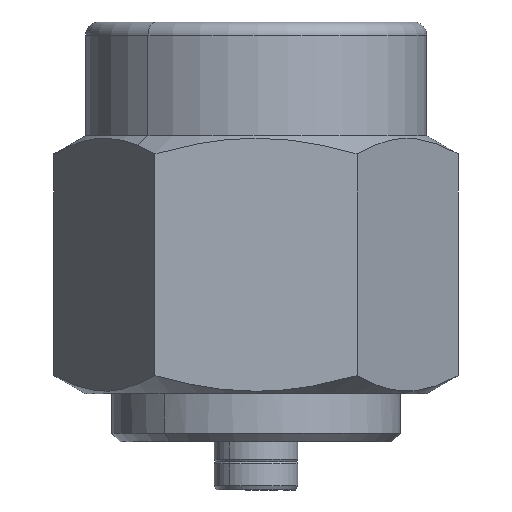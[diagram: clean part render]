
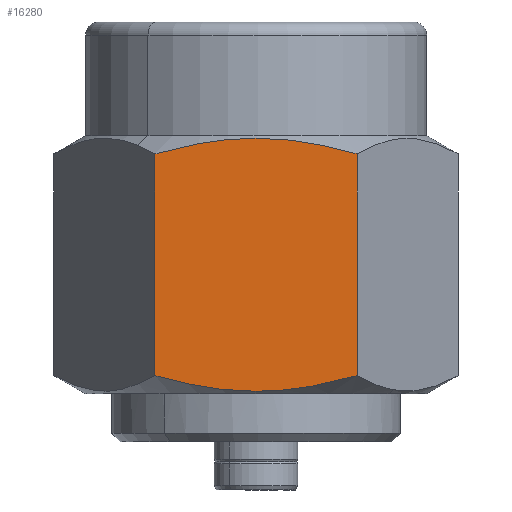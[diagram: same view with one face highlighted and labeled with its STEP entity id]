
A CAD part, left-side view. The second image highlights one B-rep face of the part: STEP entity #16280.
In plain terms, the highlighted planar face has unit normal (-1, 0, 0).
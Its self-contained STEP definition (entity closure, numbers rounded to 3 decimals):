
#11690=CARTESIAN_POINT('',(-3.967,-2.309,
1.515));
#11700=VERTEX_POINT('',#11690);
#12490=CARTESIAN_POINT('',(-3.967,2.309,
1.515));
#12500=VERTEX_POINT('',#12490);
#12530=CARTESIAN_POINT('',(-3.967,0.,
1.158));
#12540=CARTESIAN_POINT('',(-3.967,0.049,
1.158));
#12550=CARTESIAN_POINT('',(-3.967,0.146,
1.159));
#12560=CARTESIAN_POINT('',(-3.967,0.293,
1.163));
#12570=CARTESIAN_POINT('',(-3.967,0.439,
1.171));
#12580=CARTESIAN_POINT('',(-3.967,0.585,
1.182));
#12590=CARTESIAN_POINT('',(-3.967,0.731,
1.196));
#12600=CARTESIAN_POINT('',(-3.967,0.877,
1.212));
#12610=CARTESIAN_POINT('',(-3.967,1.023,
1.232));
#12620=CARTESIAN_POINT('',(-3.967,1.168,
1.254));
#12630=CARTESIAN_POINT('',(-3.967,1.312,
1.278));
#12640=CARTESIAN_POINT('',(-3.967,1.457,
1.306));
#12650=CARTESIAN_POINT('',(-3.967,1.6,
1.335));
#12660=CARTESIAN_POINT('',(-3.967,1.743,
1.367));
#12670=CARTESIAN_POINT('',(-3.967,1.885,
1.401));
#12680=CARTESIAN_POINT('',(-3.967,2.027,
1.437));
#12690=CARTESIAN_POINT('',(-3.967,2.169,
1.475));
#12700=CARTESIAN_POINT('',(-3.967,2.263,
1.501));
#12710=CARTESIAN_POINT('',(-3.967,2.309,
1.515));
#12720=B_SPLINE_CURVE_WITH_KNOTS('',3,(#12530,#12540,#12550,#12560,
#12570,#12580,#12590,#12600,#12610,#12620,#12630,#12640,#12650,#12660,
#12670,#12680,#12690,#12700,#12710),.UNSPECIFIED.,.F.,.F.,(4,1,1,1,1,1,1
,1,1,1,1,1,1,1,1,1,4),(0.,0.062,0.125,
0.187,0.25,0.312,0.375,
0.438,0.5,0.563,0.625,
0.688,0.75,0.813,0.875,
0.938,1.),.UNSPECIFIED.);
#12730=CARTESIAN_POINT('',(-3.967,0.,
1.158));
#12740=VERTEX_POINT('',#12730);
#12750=EDGE_CURVE('',#12740,#12500,#12720,.T.);
#12770=CARTESIAN_POINT('',(-3.967,-2.309,
1.515));
#12780=CARTESIAN_POINT('',(-3.967,-2.263,
1.501));
#12790=CARTESIAN_POINT('',(-3.967,-2.169,
1.475));
#12800=CARTESIAN_POINT('',(-3.967,-2.027,
1.437));
#12810=CARTESIAN_POINT('',(-3.967,-1.885,
1.401));
#12820=CARTESIAN_POINT('',(-3.967,-1.743,
1.367));
#12830=CARTESIAN_POINT('',(-3.967,-1.6,
1.335));
#12840=CARTESIAN_POINT('',(-3.967,-1.457,
1.306));
#12850=CARTESIAN_POINT('',(-3.967,-1.312,
1.278));
#12860=CARTESIAN_POINT('',(-3.967,-1.168,
1.254));
#12870=CARTESIAN_POINT('',(-3.967,-1.023,
1.232));
#12880=CARTESIAN_POINT('',(-3.967,-0.877,
1.212));
#12890=CARTESIAN_POINT('',(-3.967,-0.731,
1.196));
#12900=CARTESIAN_POINT('',(-3.967,-0.585,
1.182));
#12910=CARTESIAN_POINT('',(-3.967,-0.439,
1.171));
#12920=CARTESIAN_POINT('',(-3.967,-0.293,
1.163));
#12930=CARTESIAN_POINT('',(-3.967,-0.146,
1.159));
#12940=CARTESIAN_POINT('',(-3.967,-0.049,
1.158));
#12950=CARTESIAN_POINT('',(-3.967,0.,
1.158));
#12960=B_SPLINE_CURVE_WITH_KNOTS('',3,(#12770,#12780,#12790,#12800,
#12810,#12820,#12830,#12840,#12850,#12860,#12870,#12880,#12890,#12900,
#12910,#12920,#12930,#12940,#12950),.UNSPECIFIED.,.F.,.F.,(4,1,1,1,1,1,1
,1,1,1,1,1,1,1,1,1,4),(0.,0.062,0.125,
0.187,0.25,0.312,0.375,
0.437,0.5,0.562,0.625,
0.688,0.75,0.813,0.875,
0.938,1.),.UNSPECIFIED.);
#12970=EDGE_CURVE('',#11700,#12740,#12960,.T.);
#15100=CARTESIAN_POINT('',(-3.967,2.309,-1.1));
#15110=DIRECTION('',(0.,-0.,-1.));
#15120=VECTOR('',#15110,1.);
#15130=LINE('',#15100,#15120);
#15140=CARTESIAN_POINT('',(-3.967,2.309,
6.585));
#15150=VERTEX_POINT('',#15140);
#15160=EDGE_CURVE('',#15150,#12500,#15130,.T.);
#15640=CARTESIAN_POINT('',(-3.967,-2.428,
7.092));
#15650=DIRECTION('',(-1.,0.,0.));
#15660=DIRECTION('',(0.,1.,0.));
#15670=AXIS2_PLACEMENT_3D('',#15640,#15650,#15660);
#15680=PLANE('',#15670);
#15690=CARTESIAN_POINT('',(-3.967,-2.309,-1.1));
#15700=DIRECTION('',(0.,-0.,-1.));
#15710=VECTOR('',#15700,1.);
#15720=LINE('',#15690,#15710);
#15730=CARTESIAN_POINT('',(-3.967,-2.309,
6.585));
#15740=VERTEX_POINT('',#15730);
#15750=EDGE_CURVE('',#15740,#11700,#15720,.T.);
#15760=ORIENTED_EDGE('',*,*,#15750,.F.);
#15770=ORIENTED_EDGE('',*,*,#12970,.F.);
#15780=ORIENTED_EDGE('',*,*,#12750,.F.);
#15790=ORIENTED_EDGE('',*,*,#15160,.T.);
#15800=CARTESIAN_POINT('',(-3.967,2.309,
6.585));
#15810=CARTESIAN_POINT('',(-3.967,2.262,
6.599));
#15820=CARTESIAN_POINT('',(-3.967,2.168,
6.625));
#15830=CARTESIAN_POINT('',(-3.967,2.027,
6.663));
#15840=CARTESIAN_POINT('',(-3.967,1.885,
6.699));
#15850=CARTESIAN_POINT('',(-3.967,1.743,
6.733));
#15860=CARTESIAN_POINT('',(-3.967,1.6,
6.765));
#15870=CARTESIAN_POINT('',(-3.967,1.456,
6.794));
#15880=CARTESIAN_POINT('',(-3.967,1.313,
6.822));
#15890=CARTESIAN_POINT('',(-3.967,1.168,
6.846));
#15900=CARTESIAN_POINT('',(-3.967,1.024,
6.868));
#15910=CARTESIAN_POINT('',(-3.967,0.878,
6.888));
#15920=CARTESIAN_POINT('',(-3.967,0.733,
6.904));
#15930=CARTESIAN_POINT('',(-3.967,0.587,
6.918));
#15940=CARTESIAN_POINT('',(-3.967,0.44,
6.929));
#15950=CARTESIAN_POINT('',(-3.967,0.294,
6.937));
#15960=CARTESIAN_POINT('',(-3.967,0.147,
6.941));
#15970=CARTESIAN_POINT('',(-3.967,0.049,
6.942));
#15980=CARTESIAN_POINT('',(-3.967,0.,
6.942));
#15990=B_SPLINE_CURVE_WITH_KNOTS('',3,(#15800,#15810,#15820,#15830,
#15840,#15850,#15860,#15870,#15880,#15890,#15900,#15910,#15920,#15930,
#15940,#15950,#15960,#15970,#15980),.UNSPECIFIED.,.F.,.F.,(4,1,1,1,1,1,1
,1,1,1,1,1,1,1,1,1,4),(0.,0.062,0.125,
0.187,0.25,0.312,0.375,
0.437,0.5,0.562,0.625,
0.687,0.75,0.812,0.875,
0.937,1.),.UNSPECIFIED.);
#16000=CARTESIAN_POINT('',(-3.967,0.,
6.942));
#16010=VERTEX_POINT('',#16000);
#16020=EDGE_CURVE('',#15150,#16010,#15990,.T.);
#16030=ORIENTED_EDGE('',*,*,#16020,.F.);
#16040=CARTESIAN_POINT('',(-3.967,0.,
6.942));
#16050=CARTESIAN_POINT('',(-3.967,-0.049,
6.942));
#16060=CARTESIAN_POINT('',(-3.967,-0.147,
6.941));
#16070=CARTESIAN_POINT('',(-3.967,-0.293,
6.937));
#16080=CARTESIAN_POINT('',(-3.967,-0.44,
6.929));
#16090=CARTESIAN_POINT('',(-3.967,-0.586,
6.918));
#16100=CARTESIAN_POINT('',(-3.967,-0.731,
6.904));
#16110=CARTESIAN_POINT('',(-3.967,-0.877,
6.888));
#16120=CARTESIAN_POINT('',(-3.967,-1.022,
6.869));
#16130=CARTESIAN_POINT('',(-3.967,-1.167,
6.846));
#16140=CARTESIAN_POINT('',(-3.967,-1.311,
6.822));
#16150=CARTESIAN_POINT('',(-3.967,-1.455,
6.795));
#16160=CARTESIAN_POINT('',(-3.967,-1.599,
6.765));
#16170=CARTESIAN_POINT('',(-3.967,-1.742,
6.733));
#16180=CARTESIAN_POINT('',(-3.967,-1.885,
6.699));
#16190=CARTESIAN_POINT('',(-3.967,-2.027,
6.663));
#16200=CARTESIAN_POINT('',(-3.967,-2.169,
6.625));
#16210=CARTESIAN_POINT('',(-3.967,-2.263,
6.599));
#16220=CARTESIAN_POINT('',(-3.967,-2.309,
6.585));
#16230=B_SPLINE_CURVE_WITH_KNOTS('',3,(#16040,#16050,#16060,#16070,
#16080,#16090,#16100,#16110,#16120,#16130,#16140,#16150,#16160,#16170,
#16180,#16190,#16200,#16210,#16220),.UNSPECIFIED.,.F.,.F.,(4,1,1,1,1,1,1
,1,1,1,1,1,1,1,1,1,4),(0.,0.063,0.125,
0.188,0.25,0.312,0.375,
0.437,0.5,0.562,0.625,
0.687,0.75,0.813,0.875,
0.938,1.),.UNSPECIFIED.);
#16240=EDGE_CURVE('',#16010,#15740,#16230,.T.);
#16250=ORIENTED_EDGE('',*,*,#16240,.F.);
#16260=EDGE_LOOP('',(#16250,#16030,#15790,#15780,#15770,#15760));
#16270=FACE_OUTER_BOUND('',#16260,.T.);
#16280=ADVANCED_FACE('',(#16270),#15680,.T.);
